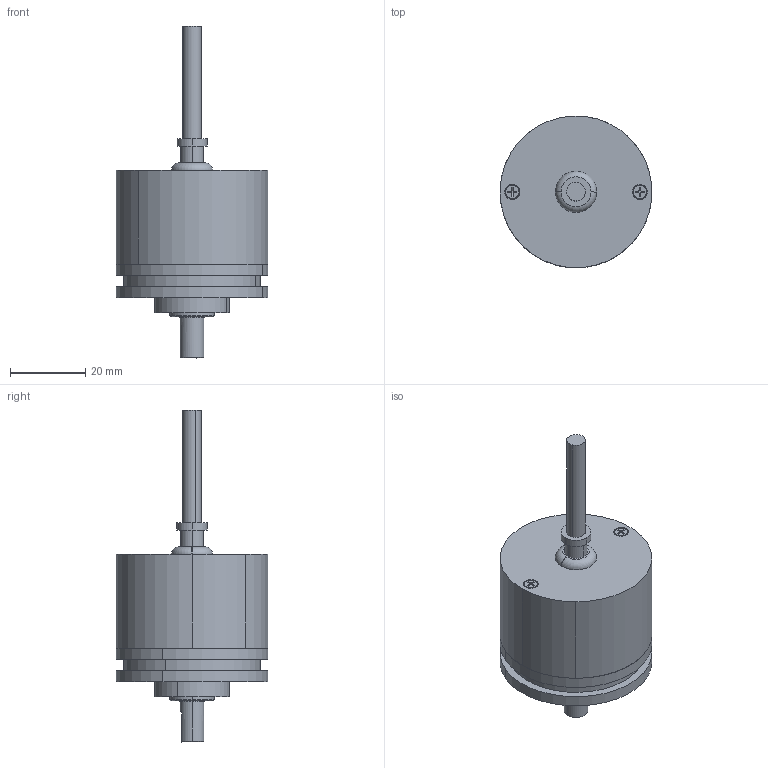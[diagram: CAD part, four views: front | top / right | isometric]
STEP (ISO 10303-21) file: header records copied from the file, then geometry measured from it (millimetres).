
FILE_DESCRIPTION (( 'STEP AP214' ), '1' );
FILE_NAME ('A41S-1024-HZCP6-AL2.STEP', '2024-10-22T16:11:19', ( '' ), ( '' ), 'SwSTEP 2.0', 'SolidWorks 2021', '' );
FILE_SCHEMA (( 'AUTOMOTIVE_DESIGN' ));
Length unit declared in the file: inch
Products named in the file (1): A41S-1024-HZCP6-AL2
Bounding box: 40.48 x 40.46 x 88.5 mm (x, y, z)
Volume: 19261.7 mm3; surface area: 18249.1 mm2
Topology: 11 solids, 11 shells, 422 faces, 1010 edges, 608 vertices
Faces by surface type: cylinder 145, cone 91, plane 76, torus 66, bspline 24, sphere 20
Entity records: 13659 total; most frequent: CARTESIAN_POINT 3640, DIRECTION 2313, ORIENTED_EDGE 1924, AXIS2_PLACEMENT_3D 997, EDGE_CURVE 962, VERTEX_POINT 600, CIRCLE 598, EDGE_LOOP 474
